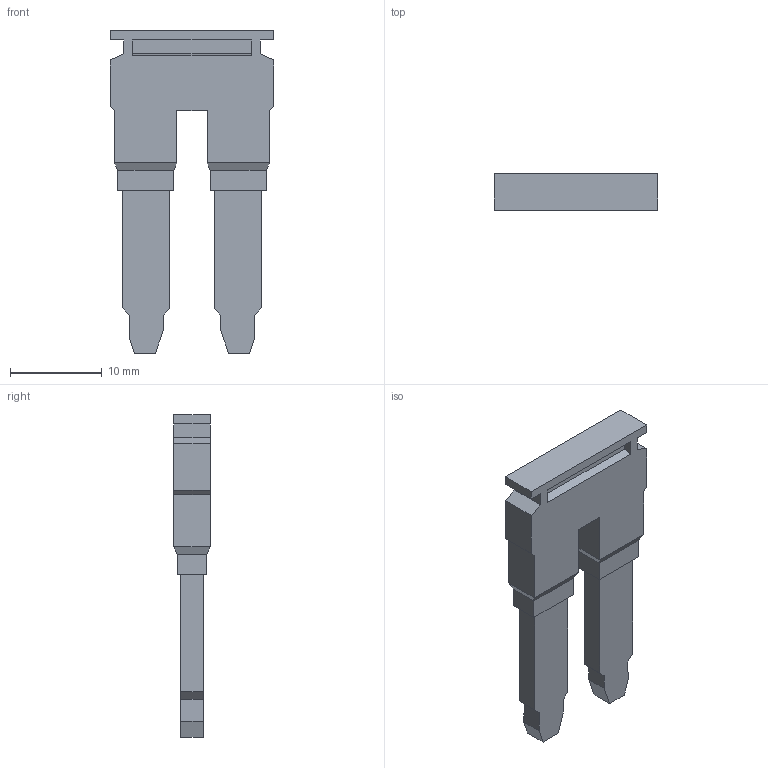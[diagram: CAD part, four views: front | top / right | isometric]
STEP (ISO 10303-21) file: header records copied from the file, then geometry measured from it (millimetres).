
FILE_DESCRIPTION(('Creo Elements/Direct Modeling STEP Export'),'2;1');
FILE_NAME('model.stp','2019-05-22T 2:11:13',(''),(''),'Creo Elements/Direct Modeling STEP processor for AP214 (Solid Model)','Creo Elements/Direct Modeling 20.1A 29-Sep-2018 (C) Parametric Technology GmbH','');
FILE_SCHEMA(('AUTOMOTIVE_DESIGN { 1 0 10303 214 1 1 1 1 }'));
Length unit declared in the file: millimetre
Products named in the file (2): FBS_2-10-select
Assembly tree (1 placements, depth 2):
  FBS_2-10-select
    FBS_2-10-select
Bounding box: 17.8 x 4 x 35.15 mm (x, y, z)
Volume: 1385.8 mm3; surface area: 1420.9 mm2
Topology: 1 solids, 1 shells, 70 faces, 176 edges, 112 vertices
Faces by surface type: plane 70
Entity records: 2632 total; most frequent: CARTESIAN_POINT 359, ORIENTED_EDGE 352, DIRECTION 318, VECTOR 176, LINE 176, EDGE_CURVE 176, VERTEX_POINT 112, EDGE_LOOP 74
